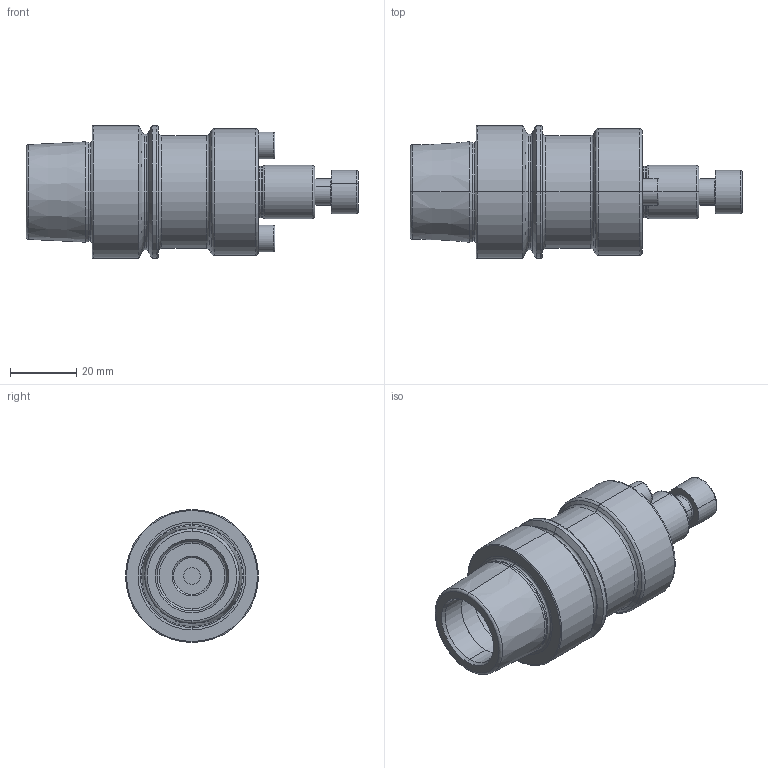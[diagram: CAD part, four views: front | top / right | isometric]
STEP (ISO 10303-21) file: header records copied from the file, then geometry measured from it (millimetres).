
FILE_DESCRIPTION (( 'STEP AP203' ), '1' );
FILE_NAME ('HE4.D16.001.050.STEP', '2018-02-19T10:42:36', ( 'SWIAdmin' ), ( 'Hewlett-Packard Company' ), 'SwSTEP 2.0', 'SolidWorks 2017', '' );
FILE_SCHEMA (( 'CONFIG_CONTROL_DESIGN' ));
Length unit declared in the file: millimetre
Products named in the file (4): D16-ER2.001.015_B; D16-ER1.002.025_A; HE4.D16.001.050; HE4-D16.001.050_A_Fertigbearbeitung
Assembly tree (4 placements, depth 2):
  HE4.D16.001.050
    HE4-D16.001.050_A_Fertigbearbeitung
    D16-ER2.001.015_B  x2
    D16-ER1.002.025_A
Bounding box: 99.9 x 40 x 40 mm (x, y, z)
Volume: 60496.1 mm3; surface area: 17287.8 mm2
Topology: 4 solids, 4 shells, 239 faces, 512 edges, 291 vertices
Faces by surface type: cone 68, torus 64, cylinder 60, plane 47
Entity records: 5645 total; most frequent: DIRECTION 1033, CARTESIAN_POINT 943, ORIENTED_EDGE 802, AXIS2_PLACEMENT_3D 446, EDGE_CURVE 401, CIRCLE 245, VERTEX_POINT 230, EDGE_LOOP 213
